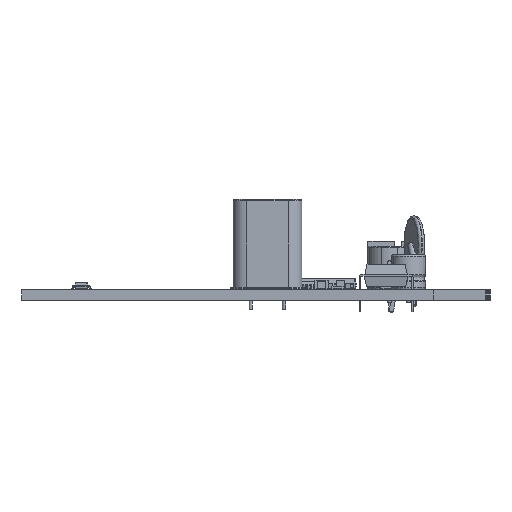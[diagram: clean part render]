
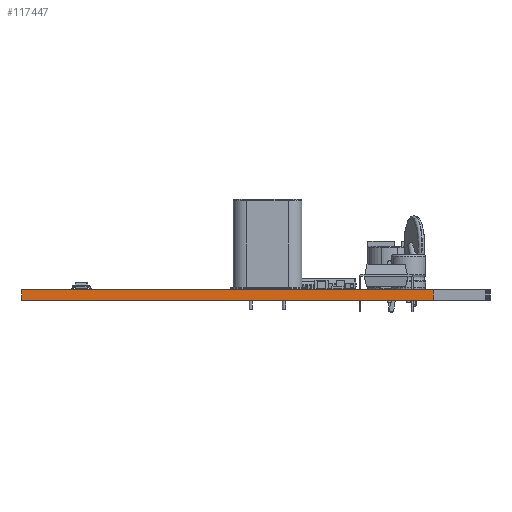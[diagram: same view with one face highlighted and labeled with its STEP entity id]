
A CAD part, front view. The second image highlights one B-rep face of the part: STEP entity #117447.
In plain terms, the highlighted planar face has unit normal (0, -1, 0).
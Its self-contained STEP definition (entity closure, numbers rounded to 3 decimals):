
#114388 = PLANE('',#114389);
#114389 = AXIS2_PLACEMENT_3D('',#114390,#114391,#114392);
#114390 = CARTESIAN_POINT('',(120.686,-84.562,1.58));
#114391 = DIRECTION('',(-0.,-0.,-1.));
#114392 = DIRECTION('',(-1.,0.,0.));
#114442 = PLANE('',#114443);
#114443 = AXIS2_PLACEMENT_3D('',#114444,#114445,#114446);
#114444 = CARTESIAN_POINT('',(120.686,-84.562,0.));
#114445 = DIRECTION('',(-0.,-0.,-1.));
#114446 = DIRECTION('',(-1.,0.,0.));
#115083 = VERTEX_POINT('',#115084);
#115084 = CARTESIAN_POINT('',(146.36,-126.83,0.));
#115098 = PLANE('',#115099);
#115099 = AXIS2_PLACEMENT_3D('',#115100,#115101,#115102);
#115100 = CARTESIAN_POINT('',(146.365,-121.92,0.));
#115101 = DIRECTION('',(1.,-0.001,0.));
#115102 = DIRECTION('',(-0.001,-1.,0.));
#115110 = EDGE_CURVE('',#115083,#115111,#115113,.T.);
#115111 = VERTEX_POINT('',#115112);
#115112 = CARTESIAN_POINT('',(86.36,-126.83,0.));
#115113 = SURFACE_CURVE('',#115114,(#115118,#115125),.PCURVE_S1.);
#115114 = LINE('',#115115,#115116);
#115115 = CARTESIAN_POINT('',(146.36,-126.83,0.));
#115116 = VECTOR('',#115117,1.);
#115117 = DIRECTION('',(-1.,0.,0.));
#115118 = PCURVE('',#114442,#115119);
#115119 = DEFINITIONAL_REPRESENTATION('',(#115120),#115124);
#115120 = LINE('',#115121,#115122);
#115121 = CARTESIAN_POINT('',(-25.674,-42.268));
#115122 = VECTOR('',#115123,1.);
#115123 = DIRECTION('',(1.,0.));
#115124 = ( GEOMETRIC_REPRESENTATION_CONTEXT(2) 
PARAMETRIC_REPRESENTATION_CONTEXT() REPRESENTATION_CONTEXT('2D SPACE',''
  ) );
#115125 = PCURVE('',#115126,#115131);
#115126 = PLANE('',#115127);
#115127 = AXIS2_PLACEMENT_3D('',#115128,#115129,#115130);
#115128 = CARTESIAN_POINT('',(146.36,-126.83,0.));
#115129 = DIRECTION('',(0.,-1.,0.));
#115130 = DIRECTION('',(-1.,0.,0.));
#115131 = DEFINITIONAL_REPRESENTATION('',(#115132),#115136);
#115132 = LINE('',#115133,#115134);
#115133 = CARTESIAN_POINT('',(0.,-0.));
#115134 = VECTOR('',#115135,1.);
#115135 = DIRECTION('',(1.,0.));
#115136 = ( GEOMETRIC_REPRESENTATION_CONTEXT(2) 
PARAMETRIC_REPRESENTATION_CONTEXT() REPRESENTATION_CONTEXT('2D SPACE',''
  ) );
#115154 = PLANE('',#115155);
#115155 = AXIS2_PLACEMENT_3D('',#115156,#115157,#115158);
#115156 = CARTESIAN_POINT('',(86.36,-126.83,0.));
#115157 = DIRECTION('',(-1.,0.,0.));
#115158 = DIRECTION('',(0.,1.,0.));
#116453 = VERTEX_POINT('',#116454);
#116454 = CARTESIAN_POINT('',(146.36,-126.83,1.58));
#116475 = EDGE_CURVE('',#116453,#116476,#116478,.T.);
#116476 = VERTEX_POINT('',#116477);
#116477 = CARTESIAN_POINT('',(86.36,-126.83,1.58));
#116478 = SURFACE_CURVE('',#116479,(#116483,#116490),.PCURVE_S1.);
#116479 = LINE('',#116480,#116481);
#116480 = CARTESIAN_POINT('',(146.36,-126.83,1.58));
#116481 = VECTOR('',#116482,1.);
#116482 = DIRECTION('',(-1.,0.,0.));
#116483 = PCURVE('',#114388,#116484);
#116484 = DEFINITIONAL_REPRESENTATION('',(#116485),#116489);
#116485 = LINE('',#116486,#116487);
#116486 = CARTESIAN_POINT('',(-25.674,-42.268));
#116487 = VECTOR('',#116488,1.);
#116488 = DIRECTION('',(1.,0.));
#116489 = ( GEOMETRIC_REPRESENTATION_CONTEXT(2) 
PARAMETRIC_REPRESENTATION_CONTEXT() REPRESENTATION_CONTEXT('2D SPACE',''
  ) );
#116490 = PCURVE('',#115126,#116491);
#116491 = DEFINITIONAL_REPRESENTATION('',(#116492),#116496);
#116492 = LINE('',#116493,#116494);
#116493 = CARTESIAN_POINT('',(0.,-1.58));
#116494 = VECTOR('',#116495,1.);
#116495 = DIRECTION('',(1.,0.));
#116496 = ( GEOMETRIC_REPRESENTATION_CONTEXT(2) 
PARAMETRIC_REPRESENTATION_CONTEXT() REPRESENTATION_CONTEXT('2D SPACE',''
  ) );
#117397 = EDGE_CURVE('',#115111,#116476,#117398,.T.);
#117398 = SURFACE_CURVE('',#117399,(#117403,#117410),.PCURVE_S1.);
#117399 = LINE('',#117400,#117401);
#117400 = CARTESIAN_POINT('',(86.36,-126.83,0.));
#117401 = VECTOR('',#117402,1.);
#117402 = DIRECTION('',(0.,0.,1.));
#117403 = PCURVE('',#115154,#117404);
#117404 = DEFINITIONAL_REPRESENTATION('',(#117405),#117409);
#117405 = LINE('',#117406,#117407);
#117406 = CARTESIAN_POINT('',(0.,0.));
#117407 = VECTOR('',#117408,1.);
#117408 = DIRECTION('',(0.,-1.));
#117409 = ( GEOMETRIC_REPRESENTATION_CONTEXT(2) 
PARAMETRIC_REPRESENTATION_CONTEXT() REPRESENTATION_CONTEXT('2D SPACE',''
  ) );
#117410 = PCURVE('',#115126,#117411);
#117411 = DEFINITIONAL_REPRESENTATION('',(#117412),#117416);
#117412 = LINE('',#117413,#117414);
#117413 = CARTESIAN_POINT('',(60.,0.));
#117414 = VECTOR('',#117415,1.);
#117415 = DIRECTION('',(0.,-1.));
#117416 = ( GEOMETRIC_REPRESENTATION_CONTEXT(2) 
PARAMETRIC_REPRESENTATION_CONTEXT() REPRESENTATION_CONTEXT('2D SPACE',''
  ) );
#117447 = ADVANCED_FACE('',(#117448),#115126,.T.);
#117448 = FACE_BOUND('',#117449,.T.);
#117449 = EDGE_LOOP('',(#117450,#117471,#117472,#117473));
#117450 = ORIENTED_EDGE('',*,*,#117451,.T.);
#117451 = EDGE_CURVE('',#115083,#116453,#117452,.T.);
#117452 = SURFACE_CURVE('',#117453,(#117457,#117464),.PCURVE_S1.);
#117453 = LINE('',#117454,#117455);
#117454 = CARTESIAN_POINT('',(146.36,-126.83,0.));
#117455 = VECTOR('',#117456,1.);
#117456 = DIRECTION('',(0.,0.,1.));
#117457 = PCURVE('',#115126,#117458);
#117458 = DEFINITIONAL_REPRESENTATION('',(#117459),#117463);
#117459 = LINE('',#117460,#117461);
#117460 = CARTESIAN_POINT('',(0.,-0.));
#117461 = VECTOR('',#117462,1.);
#117462 = DIRECTION('',(0.,-1.));
#117463 = ( GEOMETRIC_REPRESENTATION_CONTEXT(2) 
PARAMETRIC_REPRESENTATION_CONTEXT() REPRESENTATION_CONTEXT('2D SPACE',''
  ) );
#117464 = PCURVE('',#115098,#117465);
#117465 = DEFINITIONAL_REPRESENTATION('',(#117466),#117470);
#117466 = LINE('',#117467,#117468);
#117467 = CARTESIAN_POINT('',(4.91,0.));
#117468 = VECTOR('',#117469,1.);
#117469 = DIRECTION('',(0.,-1.));
#117470 = ( GEOMETRIC_REPRESENTATION_CONTEXT(2) 
PARAMETRIC_REPRESENTATION_CONTEXT() REPRESENTATION_CONTEXT('2D SPACE',''
  ) );
#117471 = ORIENTED_EDGE('',*,*,#116475,.T.);
#117472 = ORIENTED_EDGE('',*,*,#117397,.F.);
#117473 = ORIENTED_EDGE('',*,*,#115110,.F.);
